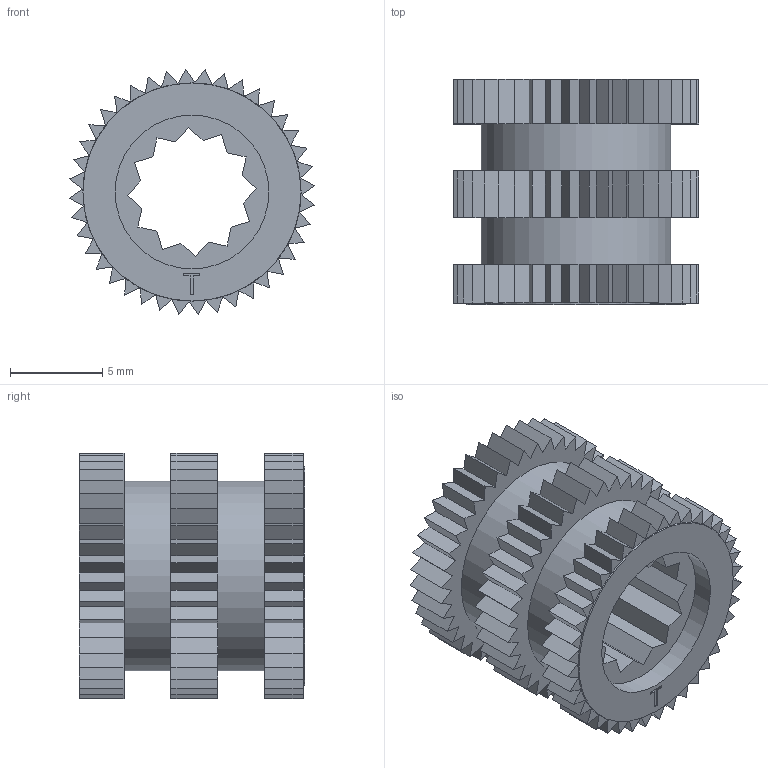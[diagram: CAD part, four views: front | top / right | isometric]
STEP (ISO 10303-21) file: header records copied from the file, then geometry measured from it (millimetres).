
FILE_DESCRIPTION(/* description */ ('STEP AP242','CAx-IF Rec.Pracs.---Representation and Presentation of Product Manufacturing Information (PMI)---4.0---2014-10-13','CAx-IF Rec.Pracs.---3D Tessellated Geometry---0.4---2014-09-14','2;1'),/* implementation_level */ '2;1');
FILE_NAME(/* name */ '68b4bedfc03a508ce4a69696',/* time_stamp */ '2025-08-31T21:30:07Z',/* author */ (''),/* organization */ (''),/* preprocessor_version */ 'ST-DEVELOPER v20',/* originating_system */ 'ONSHAPE BY PTC INC, 1.203',/* authorisation */ ' ');
FILE_SCHEMA (('AP242_MANAGED_MODEL_BASED_3D_ENGINEERING_MIM_LF { 1 0 10303 442 1 1 4 }'));
Length unit declared in the file: metre
Products named in the file (1): Drive Gear
Bounding box: 13.32 x 12.19 x 13.32 mm (x, y, z)
Volume: 895.9 mm3; surface area: 1331.8 mm2
Topology: 1 solids, 1 shells, 324 faces, 868 edges, 552 vertices
Faces by surface type: plane 320, cylinder 4
Full cylindrical faces by diameter (mm): 8.331 x1, 10.287 x2, 11.811 x1
Entity records: 9836 total; most frequent: CARTESIAN_POINT 1739, ORIENTED_EDGE 1726, DIRECTION 1560, EDGE_CURVE 863, LINE 816, VECTOR 816, VERTEX_POINT 551, AXIS2_PLACEMENT_3D 372
